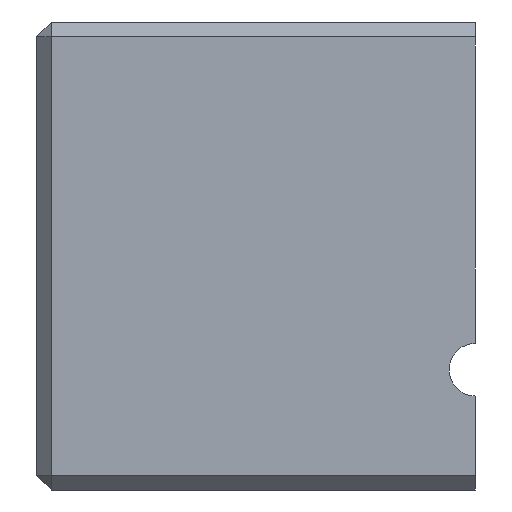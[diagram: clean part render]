
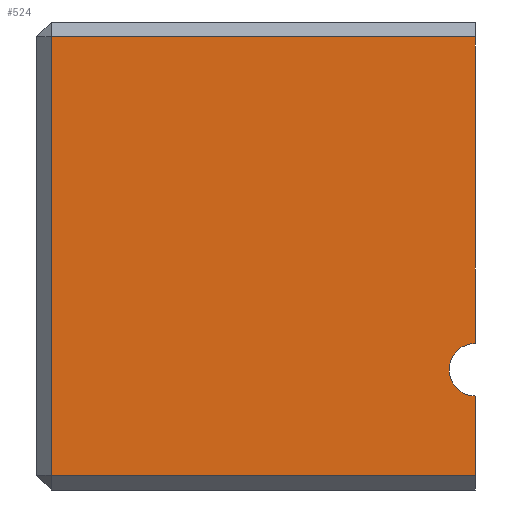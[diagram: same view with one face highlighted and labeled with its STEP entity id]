
A CAD part, left-side view. The second image highlights one B-rep face of the part: STEP entity #524.
In plain terms, the highlighted planar face has unit normal (-1, 0, 0).
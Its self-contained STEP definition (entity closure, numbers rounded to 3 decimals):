
#27=CIRCLE('',#571,0.9);
#48=FACE_OUTER_BOUND('',#80,.T.);
#80=EDGE_LOOP('',(#411,#412,#413,#414,#415,#416,#417,#418));
#120=LINE('',#782,#184);
#122=LINE('',#785,#186);
#126=LINE('',#792,#190);
#132=LINE('',#807,#196);
#138=LINE('',#824,#202);
#139=LINE('',#828,#203);
#140=LINE('',#829,#204);
#184=VECTOR('',#635,10.);
#186=VECTOR('',#639,10.);
#190=VECTOR('',#645,10.);
#196=VECTOR('',#659,10.);
#202=VECTOR('',#673,10.);
#203=VECTOR('',#676,10.);
#204=VECTOR('',#677,10.);
#225=VERTEX_POINT('',#733);
#227=VERTEX_POINT('',#738);
#240=VERTEX_POINT('',#780);
#241=VERTEX_POINT('',#788);
#247=VERTEX_POINT('',#806);
#254=VERTEX_POINT('',#823);
#255=VERTEX_POINT('',#825);
#256=VERTEX_POINT('',#827);
#292=EDGE_CURVE('',#240,#227,#120,.T.);
#294=EDGE_CURVE('',#227,#225,#122,.T.);
#298=EDGE_CURVE('',#225,#241,#126,.T.);
#305=EDGE_CURVE('',#247,#241,#132,.T.);
#313=EDGE_CURVE('',#240,#254,#138,.T.);
#314=EDGE_CURVE('',#254,#255,#27,.T.);
#315=EDGE_CURVE('',#255,#256,#139,.T.);
#316=EDGE_CURVE('',#256,#247,#140,.T.);
#411=ORIENTED_EDGE('',*,*,#292,.F.);
#412=ORIENTED_EDGE('',*,*,#313,.T.);
#413=ORIENTED_EDGE('',*,*,#314,.T.);
#414=ORIENTED_EDGE('',*,*,#315,.T.);
#415=ORIENTED_EDGE('',*,*,#316,.T.);
#416=ORIENTED_EDGE('',*,*,#305,.T.);
#417=ORIENTED_EDGE('',*,*,#298,.F.);
#418=ORIENTED_EDGE('',*,*,#294,.F.);
#499=PLANE('',#570);
#524=ADVANCED_FACE('',(#48),#499,.T.);
#570=AXIS2_PLACEMENT_3D('',#822,#671,#672);
#571=AXIS2_PLACEMENT_3D('',#826,#674,#675);
#635=DIRECTION('',(0.,1.,0.));
#639=DIRECTION('',(0.,0.,1.));
#645=DIRECTION('',(0.,-1.,0.));
#659=DIRECTION('',(0.,0.,1.));
#671=DIRECTION('center_axis',(-1.,0.,0.));
#672=DIRECTION('ref_axis',(0.,0.,1.));
#673=DIRECTION('',(0.,0.,1.));
#674=DIRECTION('center_axis',(1.,0.,0.));
#675=DIRECTION('ref_axis',(0.,1.,0.));
#676=DIRECTION('',(0.,0.,1.));
#677=DIRECTION('',(0.,0.,1.));
#733=CARTESIAN_POINT('',(-8.463,-28.964,93.3));
#738=CARTESIAN_POINT('',(-8.463,-28.964,78.3));
#780=CARTESIAN_POINT('',(-8.463,-43.464,78.3));
#782=CARTESIAN_POINT('',(-8.463,-43.464,78.3));
#785=CARTESIAN_POINT('',(-8.463,-28.964,82.05));
#788=CARTESIAN_POINT('',(-8.463,-43.464,93.3));
#792=CARTESIAN_POINT('',(-8.464,-50.964,93.3));
#806=CARTESIAN_POINT('',(-8.463,-43.464,92.8));
#807=CARTESIAN_POINT('',(-8.463,-43.464,92.8));
#822=CARTESIAN_POINT('Origin',(-8.463,-43.464,79.8));
#823=CARTESIAN_POINT('',(-8.463,-43.464,81.01));
#824=CARTESIAN_POINT('',(-8.463,-43.464,79.8));
#825=CARTESIAN_POINT('',(-8.463,-43.464,82.81));
#826=CARTESIAN_POINT('Origin',(-8.463,-43.464,81.91));
#827=CARTESIAN_POINT('',(-8.463,-43.464,86.8));
#828=CARTESIAN_POINT('',(-8.463,-43.464,82.05));
#829=CARTESIAN_POINT('',(-8.463,-43.464,92.8));
